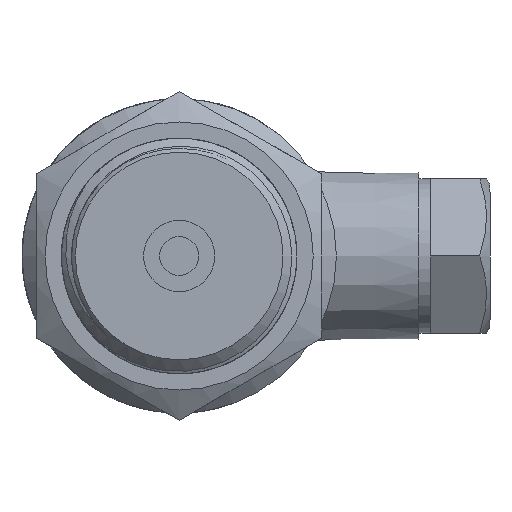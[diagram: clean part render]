
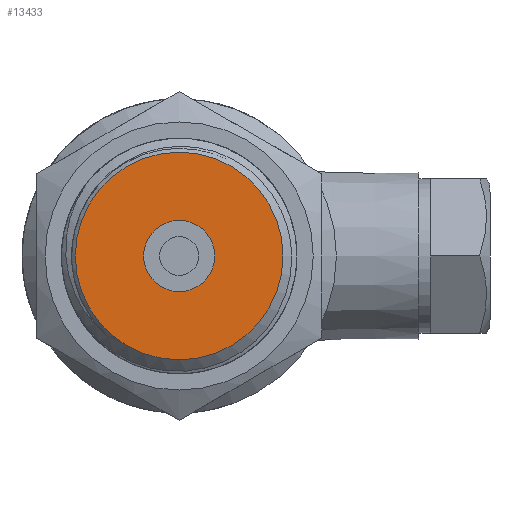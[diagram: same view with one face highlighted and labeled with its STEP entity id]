
A CAD part, left-side view. The second image highlights one B-rep face of the part: STEP entity #13433.
In plain terms, the highlighted planar face has unit normal (-1, 0, 0).
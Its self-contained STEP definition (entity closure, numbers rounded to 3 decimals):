
#1202=FACE_BOUND('',#4062,.T.);
#3268=FACE_OUTER_BOUND('',#4061,.T.);
#4061=EDGE_LOOP('',(#9119));
#4062=EDGE_LOOP('',(#9120));
#4896=CIRCLE('',#14296,8.75);
#4897=CIRCLE('',#14298,3.);
#5462=VERTEX_POINT('',#19989);
#5463=VERTEX_POINT('',#19993);
#6923=EDGE_CURVE('',#5462,#5462,#4896,.T.);
#6924=EDGE_CURVE('',#5463,#5463,#4897,.T.);
#9119=ORIENTED_EDGE('',*,*,#6923,.F.);
#9120=ORIENTED_EDGE('',*,*,#6924,.T.);
#13253=PLANE('',#14297);
#13433=ADVANCED_FACE('',(#3268,#1202),#13253,.T.);
#14296=AXIS2_PLACEMENT_3D('',#19991,#15368,#15369);
#14297=AXIS2_PLACEMENT_3D('',#19992,#15370,#15371);
#14298=AXIS2_PLACEMENT_3D('',#19994,#15372,#15373);
#15368=DIRECTION('center_axis',(1.,0.,0.));
#15369=DIRECTION('ref_axis',(0.,0.,-1.));
#15370=DIRECTION('center_axis',(-1.,0.,0.));
#15371=DIRECTION('ref_axis',(0.,0.,1.));
#15372=DIRECTION('center_axis',(1.,0.,0.));
#15373=DIRECTION('ref_axis',(0.,0.,-1.));
#19989=CARTESIAN_POINT('',(3.,-8.75,0.));
#19991=CARTESIAN_POINT('Origin',(3.,0.,0.));
#19992=CARTESIAN_POINT('Origin',(3.,8.75,0.));
#19993=CARTESIAN_POINT('',(3.,-3.,0.));
#19994=CARTESIAN_POINT('Origin',(3.,0.,0.));
